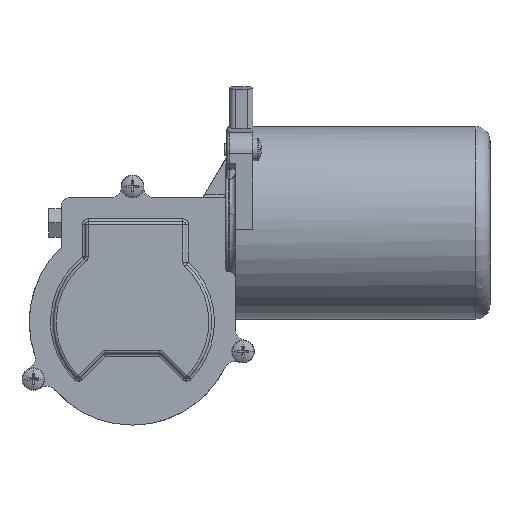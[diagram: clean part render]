
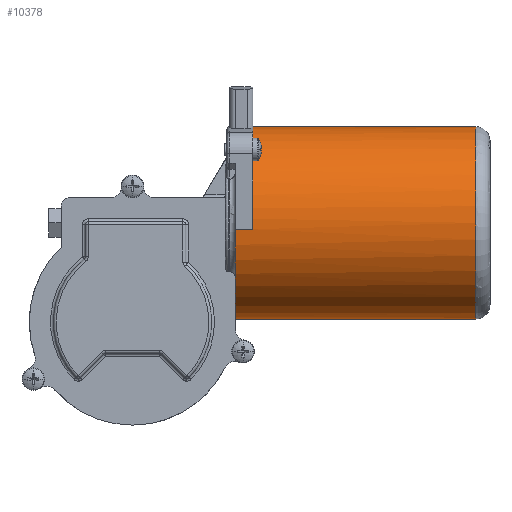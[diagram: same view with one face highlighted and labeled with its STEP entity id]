
A CAD part, left-side view. The second image highlights one B-rep face of the part: STEP entity #10378.
In plain terms, the highlighted cylindrical face has radius 34 mm (diameter 68 mm), a partial arc.
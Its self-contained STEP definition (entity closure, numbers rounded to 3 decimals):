
#6094=CARTESIAN_POINT('Vertex',(-2.5,92.,33.908)) ;
#7705=CARTESIAN_POINT('Vertex',(0.,5.,-34.)) ;
#7712=CARTESIAN_POINT('Vertex',(0.,5.,34.)) ;
#7837=CARTESIAN_POINT('Vertex',(-2.5,83.8,33.908)) ;
#7840=CARTESIAN_POINT('Line Origine',(-2.5,87.9,33.908)) ;
#7863=CARTESIAN_POINT('Vertex',(-33.926,83.8,-2.243)) ;
#7867=CARTESIAN_POINT('Control Point',(-2.5,83.8,33.908)) ;
#7868=CARTESIAN_POINT('Control Point',(-5.634,83.8,33.677)) ;
#7869=CARTESIAN_POINT('Control Point',(-8.741,83.8,33.084)) ;
#7870=CARTESIAN_POINT('Control Point',(-11.765,83.8,32.133)) ;
#7871=CARTESIAN_POINT('Control Point',(-17.54,83.8,29.549)) ;
#7872=CARTESIAN_POINT('Control Point',(-22.574,83.8,25.717)) ;
#7873=CARTESIAN_POINT('Control Point',(-24.857,83.8,23.517)) ;
#7874=CARTESIAN_POINT('Control Point',(-28.874,83.8,18.63)) ;
#7875=CARTESIAN_POINT('Control Point',(-31.671,83.8,12.956)) ;
#7876=CARTESIAN_POINT('Control Point',(-32.735,83.8,9.969)) ;
#7877=CARTESIAN_POINT('Control Point',(-33.715,83.8,5.706)) ;
#7878=CARTESIAN_POINT('Control Point',(-34.005,83.8,1.366)) ;
#7879=CARTESIAN_POINT('Control Point',(-34.032,83.8,0.161)) ;
#7880=CARTESIAN_POINT('Control Point',(-34.005,83.8,-1.043)) ;
#7881=CARTESIAN_POINT('Control Point',(-33.926,83.8,-2.243)) ;
#7917=CARTESIAN_POINT('Axis2P3D Location',(0.,5.,0.)) ;
#8162=CARTESIAN_POINT('Axis2P3D Location',(0.,92.,0.)) ;
#8166=CARTESIAN_POINT('Vertex',(0.,92.,34.)) ;
#9272=CARTESIAN_POINT('Vertex',(-33.926,90.,-2.243)) ;
#9275=CARTESIAN_POINT('Line Origine',(-33.926,86.9,-2.243)) ;
#10204=CARTESIAN_POINT('Line Origine',(0.,90.,34.)) ;
#10209=CARTESIAN_POINT('Line Origine',(0.,90.,-34.)) ;
#10213=CARTESIAN_POINT('Vertex',(0.,89.886,-34.)) ;
#10333=CARTESIAN_POINT('Axis2P3D Location',(0.,90.,0.)) ;
#10338=CARTESIAN_POINT('Axis2P3D Location',(0.,90.,0.)) ;
#10342=CARTESIAN_POINT('Vertex',(-11.926,90.,-31.84)) ;
#10345=CARTESIAN_POINT('Axis2P3D Location',(0.,90.,0.)) ;
#10349=CARTESIAN_POINT('Vertex',(-11.642,90.,-31.945)) ;
#10353=CARTESIAN_POINT('Control Point',(-11.642,90.,-31.945)) ;
#10354=CARTESIAN_POINT('Control Point',(-10.035,89.951,-32.53)) ;
#10355=CARTESIAN_POINT('Control Point',(-8.4,89.921,-33.012)) ;
#10356=CARTESIAN_POINT('Control Point',(-6.721,89.906,-33.394)) ;
#10357=CARTESIAN_POINT('Control Point',(-4.69,89.894,-33.724)) ;
#10358=CARTESIAN_POINT('Control Point',(-2.638,89.888,-33.9)) ;
#10359=CARTESIAN_POINT('Control Point',(-2.31,89.888,-33.924)) ;
#10360=CARTESIAN_POINT('Control Point',(-1.68,89.886,-33.962)) ;
#10361=CARTESIAN_POINT('Control Point',(-1.047,89.886,-33.986)) ;
#10362=CARTESIAN_POINT('Control Point',(-0.717,89.886,-33.995)) ;
#10363=CARTESIAN_POINT('Control Point',(-0.358,89.886,-34.)) ;
#10364=CARTESIAN_POINT('Control Point',(0.,89.886,-34.)) ;
#7841=DIRECTION('Vector Direction',(0.,1.,0.)) ;
#7918=DIRECTION('Axis2P3D Direction',(0.,1.,0.)) ;
#8163=DIRECTION('Axis2P3D Direction',(0.,1.,0.)) ;
#9276=DIRECTION('Vector Direction',(0.,1.,0.)) ;
#10205=DIRECTION('Vector Direction',(0.,-1.,0.)) ;
#10210=DIRECTION('Vector Direction',(0.,-1.,0.)) ;
#10334=DIRECTION('Axis2P3D Direction',(0.,-1.,-0.)) ;
#10335=DIRECTION('Axis2P3D XDirection',(0.,-0.,1.)) ;
#10339=DIRECTION('Axis2P3D Direction',(0.,-1.,-0.)) ;
#10346=DIRECTION('Axis2P3D Direction',(0.,-1.,-0.)) ;
#7919=AXIS2_PLACEMENT_3D('Circle Axis2P3D',#7917,#7918,$) ;
#8164=AXIS2_PLACEMENT_3D('Circle Axis2P3D',#8162,#8163,$) ;
#10336=AXIS2_PLACEMENT_3D('Cylinder Axis2P3D',#10333,#10334,#10335) ;
#10340=AXIS2_PLACEMENT_3D('Circle Axis2P3D',#10338,#10339,$) ;
#10347=AXIS2_PLACEMENT_3D('Circle Axis2P3D',#10345,#10346,$) ;
#10367=ORIENTED_EDGE('',*,*,#10208,.F.) ;
#10368=ORIENTED_EDGE('',*,*,#8168,.T.) ;
#10369=ORIENTED_EDGE('',*,*,#7844,.F.) ;
#10370=ORIENTED_EDGE('',*,*,#7882,.T.) ;
#10371=ORIENTED_EDGE('',*,*,#9279,.T.) ;
#10372=ORIENTED_EDGE('',*,*,#10344,.F.) ;
#10373=ORIENTED_EDGE('',*,*,#10351,.T.) ;
#10374=ORIENTED_EDGE('',*,*,#10365,.T.) ;
#10375=ORIENTED_EDGE('',*,*,#10215,.T.) ;
#10376=ORIENTED_EDGE('',*,*,#7921,.T.) ;
#7842=VECTOR('Line Direction',#7841,1.) ;
#9277=VECTOR('Line Direction',#9276,1.) ;
#10206=VECTOR('Line Direction',#10205,1.) ;
#10211=VECTOR('Line Direction',#10210,1.) ;
#10378=ADVANCED_FACE('Fillet18',(#10377),#10337,.T.) ;
#7866=B_SPLINE_CURVE_WITH_KNOTS('',5,(#7867,#7868,#7869,#7870,#7871,#7872,#7873,#7874,#7875,#7876,#7877,#7878,#7879,#7880,#7881),.UNSPECIFIED.,.F.,.U.,(6,3,3,3,6),(0.,22.219,44.437,66.656,75.164),.UNSPECIFIED.) ;
#10352=B_SPLINE_CURVE_WITH_KNOTS('',5,(#10353,#10354,#10355,#10356,#10357,#10358,#10359,#10360,#10361,#10362,#10363,#10364),.UNSPECIFIED.,.F.,.U.,(6,3,3,6),(0.,12.046,14.572,17.098),.UNSPECIFIED.) ;
#7920=CIRCLE('generated circle',#7919,34.) ;
#8165=CIRCLE('generated circle',#8164,34.) ;
#10341=CIRCLE('generated circle',#10340,34.) ;
#10348=CIRCLE('generated circle',#10347,34.) ;
#10337=CYLINDRICAL_SURFACE('generated cylinder',#10336,34.) ;
#7844=EDGE_CURVE('',#7838,#6095,#7843,.T.) ;
#7882=EDGE_CURVE('',#7838,#7864,#7866,.T.) ;
#7921=EDGE_CURVE('',#7706,#7713,#7920,.T.) ;
#8168=EDGE_CURVE('',#8167,#6095,#8165,.F.) ;
#9279=EDGE_CURVE('',#7864,#9273,#9278,.T.) ;
#10208=EDGE_CURVE('',#8167,#7713,#10207,.T.) ;
#10215=EDGE_CURVE('',#10214,#7706,#10212,.T.) ;
#10344=EDGE_CURVE('',#10343,#9273,#10341,.F.) ;
#10351=EDGE_CURVE('',#10343,#10350,#10348,.T.) ;
#10365=EDGE_CURVE('',#10350,#10214,#10352,.T.) ;
#10366=EDGE_LOOP('',(#10367,#10368,#10369,#10370,#10371,#10372,#10373,#10374,#10375,#10376)) ;
#10377=FACE_OUTER_BOUND('',#10366,.T.) ;
#7843=LINE('Line',#7840,#7842) ;
#9278=LINE('Line',#9275,#9277) ;
#10207=LINE('Line',#10204,#10206) ;
#10212=LINE('Line',#10209,#10211) ;
#6095=VERTEX_POINT('',#6094) ;
#7706=VERTEX_POINT('',#7705) ;
#7713=VERTEX_POINT('',#7712) ;
#7838=VERTEX_POINT('',#7837) ;
#7864=VERTEX_POINT('',#7863) ;
#8167=VERTEX_POINT('',#8166) ;
#9273=VERTEX_POINT('',#9272) ;
#10214=VERTEX_POINT('',#10213) ;
#10343=VERTEX_POINT('',#10342) ;
#10350=VERTEX_POINT('',#10349) ;
